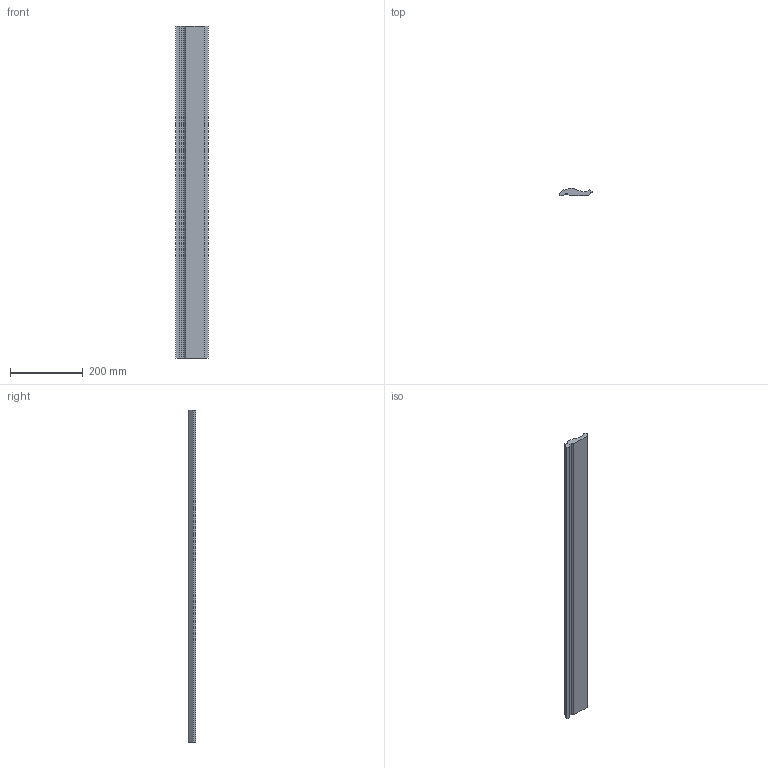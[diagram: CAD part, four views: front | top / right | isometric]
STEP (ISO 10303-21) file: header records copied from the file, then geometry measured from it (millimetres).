
FILE_DESCRIPTION (( 'STEP AP203' ), '1' );
FILE_NAME ('Profile.STEP', '2017-06-06T13:20:43', ( 'A' ), ( 'Microsoft' ), 'SwSTEP 2.0', 'SolidWorks 2017', '' );
FILE_SCHEMA (( 'CONFIG_CONTROL_DESIGN' ));
Length unit declared in the file: inch
Products named in the file (1): Profile
Bounding box: 88.6 x 20.12 x 914.4 mm (x, y, z)
Volume: 1094780 mm3; surface area: 190640.2 mm2
Topology: 1 solids, 1 shells, 13 faces, 33 edges, 22 vertices
Faces by surface type: plane 12, bspline 1
Entity records: 472 total; most frequent: CARTESIAN_POINT 82, ORIENTED_EDGE 66, DIRECTION 57, EDGE_CURVE 33, LINE 31, VECTOR 31, VERTEX_POINT 22, ADVANCED_FACE 13
